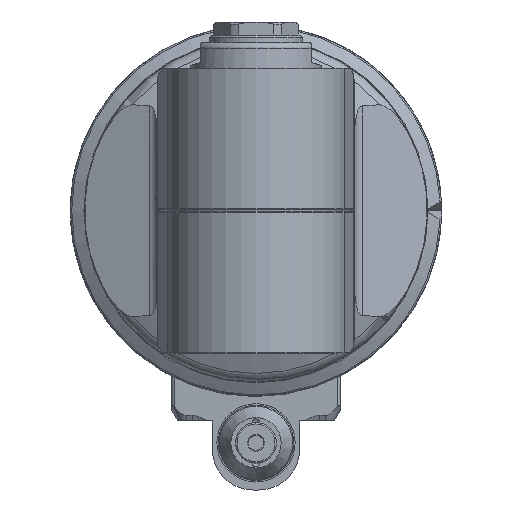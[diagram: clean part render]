
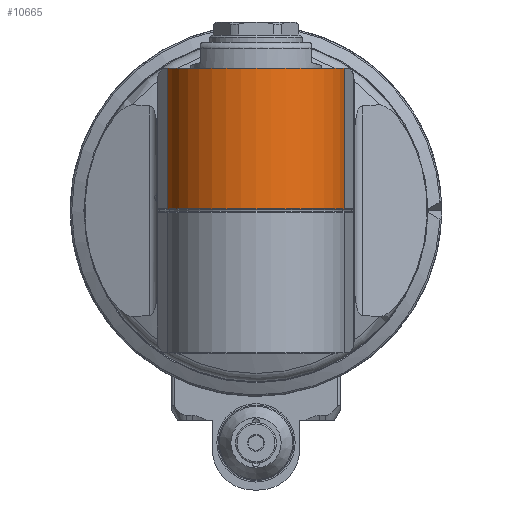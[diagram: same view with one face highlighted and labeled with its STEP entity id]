
A CAD part, front view. The second image highlights one B-rep face of the part: STEP entity #10665.
In plain terms, the highlighted cylindrical face has radius 31 mm (diameter 62 mm), a partial arc.
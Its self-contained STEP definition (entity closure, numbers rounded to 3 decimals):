
#493=CYLINDRICAL_SURFACE('',#11730,31.);
#1063=CIRCLE('',#11728,31.);
#1065=CIRCLE('',#11731,31.);
#1679=FACE_OUTER_BOUND('',#2368,.T.);
#2368=EDGE_LOOP('',(#9055,#9056,#9057,#9058));
#3300=LINE('',#33047,#3967);
#3302=LINE('',#33105,#3969);
#3967=VECTOR('',#14240,48.334);
#3969=VECTOR('',#14252,48.334);
#4907=VERTEX_POINT('',#33031);
#4909=VERTEX_POINT('',#33036);
#4911=VERTEX_POINT('',#33049);
#4925=VERTEX_POINT('',#33103);
#6341=EDGE_CURVE('',#4909,#4907,#3300,.T.);
#6342=EDGE_CURVE('',#4909,#4911,#1063,.T.);
#6357=EDGE_CURVE('',#4925,#4907,#1065,.T.);
#6358=EDGE_CURVE('',#4925,#4911,#3302,.T.);
#9055=ORIENTED_EDGE('',*,*,#6341,.T.);
#9056=ORIENTED_EDGE('',*,*,#6357,.F.);
#9057=ORIENTED_EDGE('',*,*,#6358,.T.);
#9058=ORIENTED_EDGE('',*,*,#6342,.F.);
#10665=ADVANCED_FACE('',(#1679),#493,.T.);
#11728=AXIS2_PLACEMENT_3D('',#33050,#14243,#14244);
#11730=AXIS2_PLACEMENT_3D('',#33102,#14248,#14249);
#11731=AXIS2_PLACEMENT_3D('',#33104,#14250,#14251);
#14240=DIRECTION('',(0.,1.,0.));
#14243=DIRECTION('center_axis',(0.,-1.,0.));
#14244=DIRECTION('ref_axis',(0.208,0.,-0.978));
#14248=DIRECTION('center_axis',(0.,1.,0.));
#14249=DIRECTION('ref_axis',(1.,0.,0.));
#14250=DIRECTION('center_axis',(0.,1.,0.));
#14251=DIRECTION('ref_axis',(1.,0.,0.));
#14252=DIRECTION('',(0.,-1.,0.));
#33031=CARTESIAN_POINT('',(284.508,-0.666,-30.323));
#33036=CARTESIAN_POINT('',(284.508,-49.,-30.323));
#33047=CARTESIAN_POINT('',(284.508,-49.,-30.323));
#33049=CARTESIAN_POINT('',(284.508,-49.,30.323));
#33050=CARTESIAN_POINT('Origin',(278.063,-49.,0.));
#33102=CARTESIAN_POINT('Origin',(278.063,49.,0.));
#33103=CARTESIAN_POINT('',(284.508,-0.666,30.323));
#33104=CARTESIAN_POINT('Origin',(278.063,-0.666,0.));
#33105=CARTESIAN_POINT('',(284.508,-0.666,30.323));
